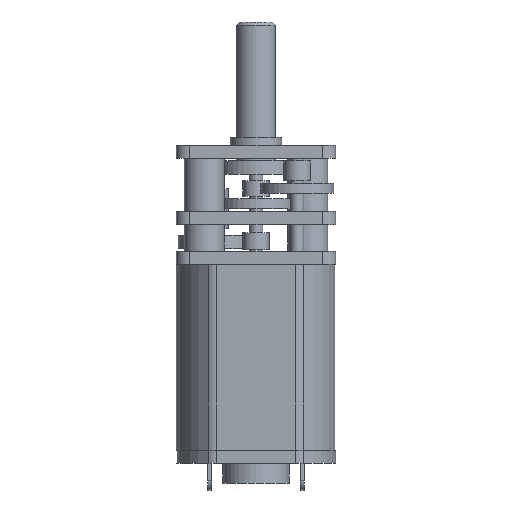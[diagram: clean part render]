
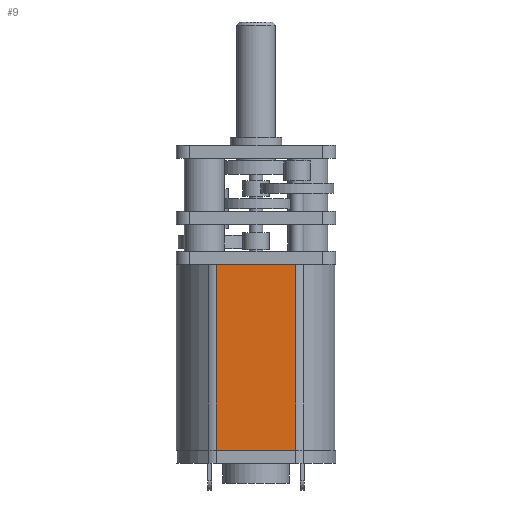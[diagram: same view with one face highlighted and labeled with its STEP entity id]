
A CAD part, front view. The second image highlights one B-rep face of the part: STEP entity #9.
In plain terms, the highlighted planar face has unit normal (0, -1, 0).
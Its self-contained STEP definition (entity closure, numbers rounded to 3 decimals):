
#9 = ADVANCED_FACE ( 'NONE', ( #3061 ), #450, .F. ) ;
#445 = CARTESIAN_POINT ( 'NONE',  ( -3.317, -5., 7.5 ) ) ;
#450 = PLANE ( 'NONE',  #2290 ) ;
#453 = DIRECTION ( 'NONE',  ( 0., 1., 0. ) ) ;
#454 = DIRECTION ( 'NONE',  ( 0., 0., 1. ) ) ;
#976 = EDGE_CURVE ( 'NONE', #2513, #1500, #4182, .T. ) ;
#977 = EDGE_CURVE ( 'NONE', #2513, #1502, #4180, .T. ) ;
#978 = EDGE_CURVE ( 'NONE', #1501, #1502, #4183, .T. ) ;
#979 = EDGE_CURVE ( 'NONE', #1501, #1500, #4169, .T. ) ;
#1320 = ORIENTED_EDGE ( 'NONE', *, *, #976, .F. ) ;
#1321 = ORIENTED_EDGE ( 'NONE', *, *, #977, .T. ) ;
#1322 = ORIENTED_EDGE ( 'NONE', *, *, #978, .F. ) ;
#1323 = ORIENTED_EDGE ( 'NONE', *, *, #979, .T. ) ;
#1500 = VERTEX_POINT ( 'NONE', #6570 ) ;
#1501 = VERTEX_POINT ( 'NONE', #6580 ) ;
#1502 = VERTEX_POINT ( 'NONE', #6569 ) ;
#2290 = AXIS2_PLACEMENT_3D ( 'NONE', #445, #453, #454 ) ;
#2513 = VERTEX_POINT ( 'NONE', #7250 ) ;
#2814 = EDGE_LOOP ( 'NONE', ( #1320, #1321, #1322, #1323 ) ) ;
#3061 = FACE_OUTER_BOUND ( 'NONE', #2814, .T. ) ;
#4169 = LINE ( 'NONE', #5389, #4186 ) ;
#4178 = VECTOR ( 'NONE', #5380, 1000. ) ;
#4179 = VECTOR ( 'NONE', #5387, 1000. ) ;
#4180 = LINE ( 'NONE', #5386, #4179 ) ;
#4182 = LINE ( 'NONE', #5381, #4178 ) ;
#4183 = LINE ( 'NONE', #5382, #4185 ) ;
#4185 = VECTOR ( 'NONE', #5388, 1000. ) ;
#4186 = VECTOR ( 'NONE', #5390, 1000. ) ;
#5380 = DIRECTION ( 'NONE',  ( -1., 0., 0. ) ) ;
#5381 = CARTESIAN_POINT ( 'NONE',  ( 3., -5., -6.5 ) ) ;
#5382 = CARTESIAN_POINT ( 'NONE',  ( -3.317, -5., 7.5 ) ) ;
#5386 = CARTESIAN_POINT ( 'NONE',  ( 3., -5., 7.5 ) ) ;
#5387 = DIRECTION ( 'NONE',  ( 0., 0., 1. ) ) ;
#5388 = DIRECTION ( 'NONE',  ( 1., 0., 0. ) ) ;
#5389 = CARTESIAN_POINT ( 'NONE',  ( -3., -5., 7.5 ) ) ;
#5390 = DIRECTION ( 'NONE',  ( 0., 0., -1. ) ) ;
#6569 = CARTESIAN_POINT ( 'NONE',  ( 3., -5., 7.5 ) ) ;
#6570 = CARTESIAN_POINT ( 'NONE',  ( -3., -5., -6.5 ) ) ;
#6580 = CARTESIAN_POINT ( 'NONE',  ( -3., -5., 7.5 ) ) ;
#7250 = CARTESIAN_POINT ( 'NONE',  ( 3., -5., -6.5 ) ) ;
